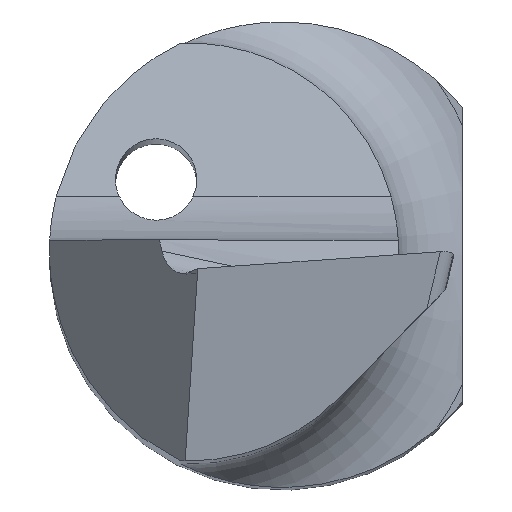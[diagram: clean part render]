
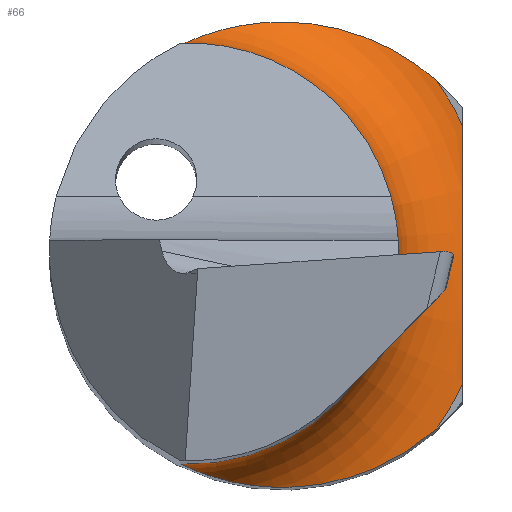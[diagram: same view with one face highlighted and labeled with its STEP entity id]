
A CAD part, top view. The second image highlights one B-rep face of the part: STEP entity #66.
In plain terms, the highlighted toroidal (fillet/blend) face has major radius 2.6 mm and minor radius 0.8 mm.
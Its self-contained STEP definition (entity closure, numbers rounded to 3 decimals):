
#2 = EDGE_CURVE ( 'NONE', #666, #142, #30, .T. ) ;
#27 = CARTESIAN_POINT ( 'NONE',  ( -0.875, -1.798, 14.8 ) ) ;
#30 = B_SPLINE_CURVE_WITH_KNOTS ( 'NONE', 3,
 ( #541, #613, #69, #892, #624, #607, #284, #546, #749, #215 ),
 .UNSPECIFIED., .F., .F.,
 ( 4, 2, 2, 2, 4 ),
 ( 0., 0.001, 0.001, 0.002, 0.002 ),
 .UNSPECIFIED. ) ;
#41 = DIRECTION ( 'NONE',  ( 0., 0., 1. ) ) ;
#55 = DIRECTION ( 'NONE',  ( 0., 0., 1. ) ) ;
#65 = CARTESIAN_POINT ( 'NONE',  ( 1.158, -1.646, 14. ) ) ;
#66 = ADVANCED_FACE ( 'NONE', ( #433 ), #498, .F. ) ;
#68 = CARTESIAN_POINT ( 'NONE',  ( -0.819, -1.826, 14.584 ) ) ;
#69 = CARTESIAN_POINT ( 'NONE',  ( 1.55, 0.741, 14.012 ) ) ;
#77 = VERTEX_POINT ( 'NONE', #342 ) ;
#97 = CARTESIAN_POINT ( 'NONE',  ( 1.325, 1.498, 14. ) ) ;
#104 = EDGE_CURVE ( 'NONE', #371, #292, #471, .T. ) ;
#112 = CARTESIAN_POINT ( 'NONE',  ( -0.585, 1.915, 14.366 ) ) ;
#116 = EDGE_CURVE ( 'NONE', #292, #381, #395, .T. ) ;
#117 = CARTESIAN_POINT ( 'NONE',  ( 0.969, 1.763, 14.005 ) ) ;
#126 = CARTESIAN_POINT ( 'NONE',  ( -0.8, 0., 14. ) ) ;
#132 = CARTESIAN_POINT ( 'NONE',  ( -0.875, -1.798, 14.687 ) ) ;
#142 = VERTEX_POINT ( 'NONE', #796 ) ;
#144 = CARTESIAN_POINT ( 'NONE',  ( 1.55, 1.112, 14. ) ) ;
#192 = CARTESIAN_POINT ( 'NONE',  ( 1.159, 1.645, 14. ) ) ;
#200 = CARTESIAN_POINT ( 'NONE',  ( -0.875, -1.798, 14.8 ) ) ;
#201 = CARTESIAN_POINT ( 'NONE',  ( -0.8, 0., 14.8 ) ) ;
#214 = ORIENTED_EDGE ( 'NONE', *, *, #104, .F. ) ;
#215 = CARTESIAN_POINT ( 'NONE',  ( 1.55, -1.112, 14. ) ) ;
#234 = CIRCLE ( 'NONE', #516, 2.6 ) ;
#239 = EDGE_CURVE ( 'NONE', #381, #666, #696, .T. ) ;
#247 = AXIS2_PLACEMENT_3D ( 'NONE', #588, #41, #876 ) ;
#254 = CARTESIAN_POINT ( 'NONE',  ( -0.395, 1.963, 14.264 ) ) ;
#257 = CARTESIAN_POINT ( 'NONE',  ( -0.819, 1.826, 14.585 ) ) ;
#260 = CARTESIAN_POINT ( 'NONE',  ( 0.238, 1.989, 14.084 ) ) ;
#269 = B_SPLINE_CURVE_WITH_KNOTS ( 'NONE', 3,
 ( #798, #65, #733, #391, #657, #407, #398, #743, #727, #68, #132, #200 ),
 .UNSPECIFIED., .F., .F.,
 ( 4, 2, 2, 2, 2, 4 ),
 ( 0., 0.001, 0.001, 0.002, 0.002, 0.003 ),
 .UNSPECIFIED. ) ;
#284 = CARTESIAN_POINT ( 'NONE',  ( 1.55, -0.371, 14.032 ) ) ;
#292 = VERTEX_POINT ( 'NONE', #676 ) ;
#302 = EDGE_LOOP ( 'NONE', ( #835, #386, #519, #214, #630, #760 ) ) ;
#306 = AXIS2_PLACEMENT_3D ( 'NONE', #201, #55, #469 ) ;
#312 = CARTESIAN_POINT ( 'NONE',  ( -0.8, 0., 14. ) ) ;
#318 = CARTESIAN_POINT ( 'NONE',  ( -0.875, 1.798, 14.687 ) ) ;
#342 = CARTESIAN_POINT ( 'NONE',  ( 1.325, -1.498, 14. ) ) ;
#366 = DIRECTION ( 'NONE',  ( 1., 0., 0. ) ) ;
#371 = VERTEX_POINT ( 'NONE', #27 ) ;
#381 = VERTEX_POINT ( 'NONE', #97 ) ;
#386 = ORIENTED_EDGE ( 'NONE', *, *, #239, .F. ) ;
#391 = CARTESIAN_POINT ( 'NONE',  ( 0.562, -1.932, 14.035 ) ) ;
#393 = CARTESIAN_POINT ( 'NONE',  ( 0.023, 2.003, 14.128 ) ) ;
#395 = B_SPLINE_CURVE_WITH_KNOTS ( 'NONE', 3,
 ( #660, #318, #257, #453, #112, #254, #647, #800, #393, #260, #712, #718, #448, #117, #192, #584 ),
 .UNSPECIFIED., .F., .F.,
 ( 4, 2, 2, 2, 2, 2, 2, 4 ),
 ( 0., 0., 0.001, 0.001, 0.001, 0.002, 0.002, 0.003 ),
 .UNSPECIFIED. ) ;
#398 = CARTESIAN_POINT ( 'NONE',  ( -0.296, -1.988, 14.212 ) ) ;
#407 = CARTESIAN_POINT ( 'NONE',  ( -0.085, -2.01, 14.151 ) ) ;
#433 = FACE_OUTER_BOUND ( 'NONE', #302, .T. ) ;
#442 = AXIS2_PLACEMENT_3D ( 'NONE', #312, #518, #366 ) ;
#448 = CARTESIAN_POINT ( 'NONE',  ( 0.664, 1.89, 14.028 ) ) ;
#453 = CARTESIAN_POINT ( 'NONE',  ( -0.675, 1.884, 14.427 ) ) ;
#469 = DIRECTION ( 'NONE',  ( 1., 0., 0. ) ) ;
#471 = CIRCLE ( 'NONE', #247, 1.8 ) ;
#472 = DIRECTION ( 'NONE',  ( 1., 0., 0. ) ) ;
#498 = TOROIDAL_SURFACE ( 'NONE', #306, 2.6, 0.8 ) ;
#516 = AXIS2_PLACEMENT_3D ( 'NONE', #126, #603, #472 ) ;
#518 = DIRECTION ( 'NONE',  ( 0., 0., -1. ) ) ;
#519 = ORIENTED_EDGE ( 'NONE', *, *, #116, .F. ) ;
#541 = CARTESIAN_POINT ( 'NONE',  ( 1.55, 1.112, 14. ) ) ;
#546 = CARTESIAN_POINT ( 'NONE',  ( 1.55, -0.742, 14.012 ) ) ;
#556 = EDGE_CURVE ( 'NONE', #77, #371, #269, .T. ) ;
#584 = CARTESIAN_POINT ( 'NONE',  ( 1.325, 1.498, 14. ) ) ;
#585 = EDGE_CURVE ( 'NONE', #142, #77, #234, .T. ) ;
#588 = CARTESIAN_POINT ( 'NONE',  ( -0.8, 0., 14.8 ) ) ;
#603 = DIRECTION ( 'NONE',  ( 0., 0., -1. ) ) ;
#607 = CARTESIAN_POINT ( 'NONE',  ( 1.55, -0.186, 14.04 ) ) ;
#613 = CARTESIAN_POINT ( 'NONE',  ( 1.55, 0.927, 14. ) ) ;
#624 = CARTESIAN_POINT ( 'NONE',  ( 1.55, 0.185, 14.04 ) ) ;
#630 = ORIENTED_EDGE ( 'NONE', *, *, #556, .F. ) ;
#647 = CARTESIAN_POINT ( 'NONE',  ( -0.293, 1.981, 14.223 ) ) ;
#657 = CARTESIAN_POINT ( 'NONE',  ( 0.35, -1.981, 14.06 ) ) ;
#660 = CARTESIAN_POINT ( 'NONE',  ( -0.875, 1.798, 14.8 ) ) ;
#666 = VERTEX_POINT ( 'NONE', #144 ) ;
#676 = CARTESIAN_POINT ( 'NONE',  ( -0.875, 1.798, 14.8 ) ) ;
#696 = CIRCLE ( 'NONE', #442, 2.6 ) ;
#712 = CARTESIAN_POINT ( 'NONE',  ( 0.347, 1.973, 14.066 ) ) ;
#718 = CARTESIAN_POINT ( 'NONE',  ( 0.56, 1.923, 14.038 ) ) ;
#727 = CARTESIAN_POINT ( 'NONE',  ( -0.674, -1.885, 14.427 ) ) ;
#733 = CARTESIAN_POINT ( 'NONE',  ( 0.972, -1.762, 14.005 ) ) ;
#743 = CARTESIAN_POINT ( 'NONE',  ( -0.584, -1.915, 14.365 ) ) ;
#749 = CARTESIAN_POINT ( 'NONE',  ( 1.55, -0.927, 14. ) ) ;
#760 = ORIENTED_EDGE ( 'NONE', *, *, #585, .F. ) ;
#796 = CARTESIAN_POINT ( 'NONE',  ( 1.55, -1.112, 14. ) ) ;
#798 = CARTESIAN_POINT ( 'NONE',  ( 1.325, -1.498, 14. ) ) ;
#800 = CARTESIAN_POINT ( 'NONE',  ( -0.083, 2.001, 14.155 ) ) ;
#835 = ORIENTED_EDGE ( 'NONE', *, *, #2, .F. ) ;
#876 = DIRECTION ( 'NONE',  ( 1., 0., 0. ) ) ;
#892 = CARTESIAN_POINT ( 'NONE',  ( 1.55, 0.37, 14.032 ) ) ;
